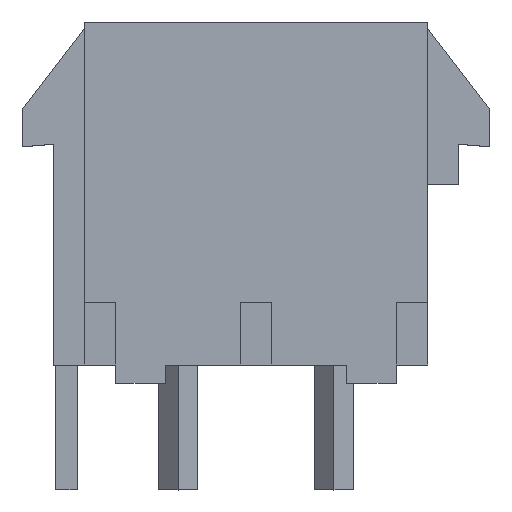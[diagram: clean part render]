
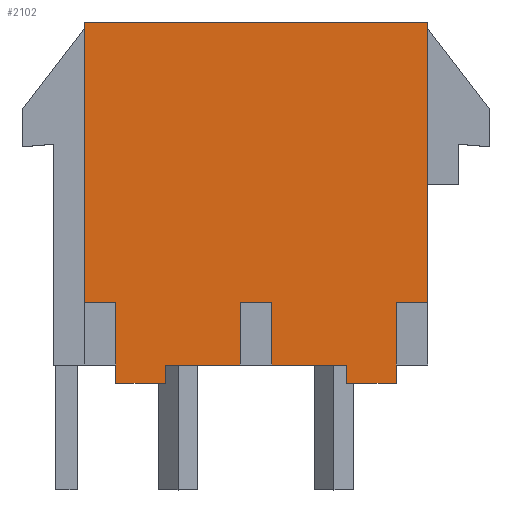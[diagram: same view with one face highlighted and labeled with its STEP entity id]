
A CAD part, top view. The second image highlights one B-rep face of the part: STEP entity #2102.
In plain terms, the highlighted planar face has unit normal (0, 0, 1).
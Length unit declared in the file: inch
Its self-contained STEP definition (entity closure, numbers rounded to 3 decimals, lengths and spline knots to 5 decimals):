
#554=DIRECTION('',(0.,-1.,0.));
#555=VECTOR('',#554,0.1);
#556=CARTESIAN_POINT('',(0.225,-0.175,0.15));
#557=LINE('',#556,#555);
#558=DIRECTION('',(0.,-1.,0.));
#559=VECTOR('',#558,0.029);
#560=CARTESIAN_POINT('',(0.225,-0.275,0.15));
#561=LINE('',#560,#559);
#562=DIRECTION('',(1.,0.,0.));
#563=VECTOR('',#562,0.12);
#564=CARTESIAN_POINT('',(0.025,-0.275,0.15));
#565=LINE('',#564,#563);
#566=DIRECTION('',(0.,1.,0.));
#567=VECTOR('',#566,0.1);
#568=CARTESIAN_POINT('',(0.025,-0.275,0.15));
#569=LINE('',#568,#567);
#570=DIRECTION('',(-1.,0.,0.));
#571=VECTOR('',#570,0.05);
#572=CARTESIAN_POINT('',(0.025,-0.175,0.15));
#573=LINE('',#572,#571);
#574=DIRECTION('',(0.,-1.,0.));
#575=VECTOR('',#574,0.1);
#576=CARTESIAN_POINT('',(-0.025,-0.175,0.15));
#577=LINE('',#576,#575);
#578=DIRECTION('',(1.,0.,0.));
#579=VECTOR('',#578,0.12);
#580=CARTESIAN_POINT('',(-0.145,-0.275,0.15));
#581=LINE('',#580,#579);
#582=DIRECTION('',(0.,-1.,0.));
#583=VECTOR('',#582,0.029);
#584=CARTESIAN_POINT('',(-0.145,-0.275,0.15));
#585=LINE('',#584,#583);
#586=DIRECTION('',(0.,1.,0.));
#587=VECTOR('',#586,0.1);
#588=CARTESIAN_POINT('',(-0.225,-0.275,0.15));
#589=LINE('',#588,#587);
#590=DIRECTION('',(1.,0.,0.));
#591=VECTOR('',#590,0.05);
#592=CARTESIAN_POINT('',(-0.275,-0.175,0.15));
#593=LINE('',#592,#591);
#594=DIRECTION('',(0.,-1.,0.));
#595=VECTOR('',#594,0.45);
#596=CARTESIAN_POINT('',(-0.275,0.275,0.15));
#597=LINE('',#596,#595);
#598=DIRECTION('',(-1.,0.,0.));
#599=VECTOR('',#598,0.55);
#600=CARTESIAN_POINT('',(0.275,0.275,0.15));
#601=LINE('',#600,#599);
#602=DIRECTION('',(0.,1.,0.));
#603=VECTOR('',#602,0.45);
#604=CARTESIAN_POINT('',(0.275,-0.175,0.15));
#605=LINE('',#604,#603);
#606=DIRECTION('',(-1.,0.,0.));
#607=VECTOR('',#606,0.05);
#608=CARTESIAN_POINT('',(0.275,-0.175,0.15));
#609=LINE('',#608,#607);
#642=DIRECTION('',(0.,-1.,0.));
#643=VECTOR('',#642,0.029);
#644=CARTESIAN_POINT('',(0.145,-0.275,0.15));
#645=LINE('',#644,#643);
#650=DIRECTION('',(-1.,0.,0.));
#651=VECTOR('',#650,0.08);
#652=CARTESIAN_POINT('',(-0.145,-0.304,0.15));
#653=LINE('',#652,#651);
#662=DIRECTION('',(-1.,0.,0.));
#663=VECTOR('',#662,0.08);
#664=CARTESIAN_POINT('',(0.225,-0.304,0.15));
#665=LINE('',#664,#663);
#710=DIRECTION('',(0.,-1.,0.));
#711=VECTOR('',#710,0.029);
#712=CARTESIAN_POINT('',(-0.225,-0.275,0.15));
#713=LINE('',#712,#711);
#1081=CARTESIAN_POINT('',(0.275,0.275,0.15));
#1082=CARTESIAN_POINT('',(-0.275,0.275,0.15));
#1083=VERTEX_POINT('',#1081);
#1084=VERTEX_POINT('',#1082);
#1201=CARTESIAN_POINT('',(-0.275,-0.175,0.15));
#1202=CARTESIAN_POINT('',(-0.225,-0.175,0.15));
#1203=VERTEX_POINT('',#1201);
#1204=VERTEX_POINT('',#1202);
#1213=CARTESIAN_POINT('',(0.025,-0.275,0.15));
#1214=CARTESIAN_POINT('',(0.025,-0.175,0.15));
#1215=VERTEX_POINT('',#1213);
#1216=VERTEX_POINT('',#1214);
#1217=CARTESIAN_POINT('',(-0.025,-0.175,0.15));
#1218=VERTEX_POINT('',#1217);
#1219=CARTESIAN_POINT('',(-0.025,-0.275,0.15));
#1220=VERTEX_POINT('',#1219);
#1229=CARTESIAN_POINT('',(0.275,-0.175,0.15));
#1230=CARTESIAN_POINT('',(0.225,-0.175,0.15));
#1231=VERTEX_POINT('',#1229);
#1232=VERTEX_POINT('',#1230);
#1265=CARTESIAN_POINT('',(-0.225,-0.304,0.15));
#1267=VERTEX_POINT('',#1265);
#1271=CARTESIAN_POINT('',(-0.145,-0.304,0.15));
#1272=VERTEX_POINT('',#1271);
#1273=CARTESIAN_POINT('',(0.225,-0.304,0.15));
#1274=CARTESIAN_POINT('',(0.145,-0.304,0.15));
#1275=VERTEX_POINT('',#1273);
#1276=VERTEX_POINT('',#1274);
#1297=CARTESIAN_POINT('',(-0.225,-0.275,0.15));
#1299=VERTEX_POINT('',#1297);
#1303=CARTESIAN_POINT('',(-0.145,-0.275,0.15));
#1304=VERTEX_POINT('',#1303);
#1305=CARTESIAN_POINT('',(0.145,-0.275,0.15));
#1307=VERTEX_POINT('',#1305);
#1311=CARTESIAN_POINT('',(0.225,-0.275,0.15));
#1312=VERTEX_POINT('',#1311);
#2064=CARTESIAN_POINT('',(0.,0.,0.15));
#2065=DIRECTION('',(0.,0.,1.));
#2066=DIRECTION('',(1.,0.,0.));
#2067=AXIS2_PLACEMENT_3D('',#2064,#2065,#2066);
#2068=PLANE('',#2067);
#2070=ORIENTED_EDGE('',*,*,#2069,.T.);
#2072=ORIENTED_EDGE('',*,*,#2071,.T.);
#2074=ORIENTED_EDGE('',*,*,#2073,.T.);
#2076=ORIENTED_EDGE('',*,*,#2075,.F.);
#2077=ORIENTED_EDGE('',*,*,#1464,.F.);
#2079=ORIENTED_EDGE('',*,*,#2078,.T.);
#2081=ORIENTED_EDGE('',*,*,#2080,.T.);
#2083=ORIENTED_EDGE('',*,*,#2082,.T.);
#2084=ORIENTED_EDGE('',*,*,#1456,.F.);
#2086=ORIENTED_EDGE('',*,*,#2085,.T.);
#2088=ORIENTED_EDGE('',*,*,#2087,.T.);
#2090=ORIENTED_EDGE('',*,*,#2089,.F.);
#2092=ORIENTED_EDGE('',*,*,#2091,.T.);
#2094=ORIENTED_EDGE('',*,*,#2093,.F.);
#2095=ORIENTED_EDGE('',*,*,#2050,.F.);
#2096=ORIENTED_EDGE('',*,*,#1851,.F.);
#2097=ORIENTED_EDGE('',*,*,#1885,.F.);
#2099=ORIENTED_EDGE('',*,*,#2098,.T.);
#2100=EDGE_LOOP('',(#2070,#2072,#2074,#2076,#2077,#2079,#2081,#2083,#2084,#2086,
#2088,#2090,#2092,#2094,#2095,#2096,#2097,#2099));
#2101=FACE_OUTER_BOUND('',#2100,.F.);
#2102=ADVANCED_FACE('',(#2101),#2068,.T.);
#1456=EDGE_CURVE('',#1304,#1220,#581,.T.);
#1464=EDGE_CURVE('',#1215,#1307,#565,.T.);
#1851=EDGE_CURVE('',#1083,#1084,#601,.T.);
#1885=EDGE_CURVE('',#1231,#1083,#605,.T.);
#2050=EDGE_CURVE('',#1084,#1203,#597,.T.);
#2069=EDGE_CURVE('',#1232,#1312,#557,.T.);
#2071=EDGE_CURVE('',#1312,#1275,#561,.T.);
#2073=EDGE_CURVE('',#1275,#1276,#665,.T.);
#2075=EDGE_CURVE('',#1307,#1276,#645,.T.);
#2078=EDGE_CURVE('',#1215,#1216,#569,.T.);
#2080=EDGE_CURVE('',#1216,#1218,#573,.T.);
#2082=EDGE_CURVE('',#1218,#1220,#577,.T.);
#2085=EDGE_CURVE('',#1304,#1272,#585,.T.);
#2087=EDGE_CURVE('',#1272,#1267,#653,.T.);
#2089=EDGE_CURVE('',#1299,#1267,#713,.T.);
#2091=EDGE_CURVE('',#1299,#1204,#589,.T.);
#2093=EDGE_CURVE('',#1203,#1204,#593,.T.);
#2098=EDGE_CURVE('',#1231,#1232,#609,.T.);
